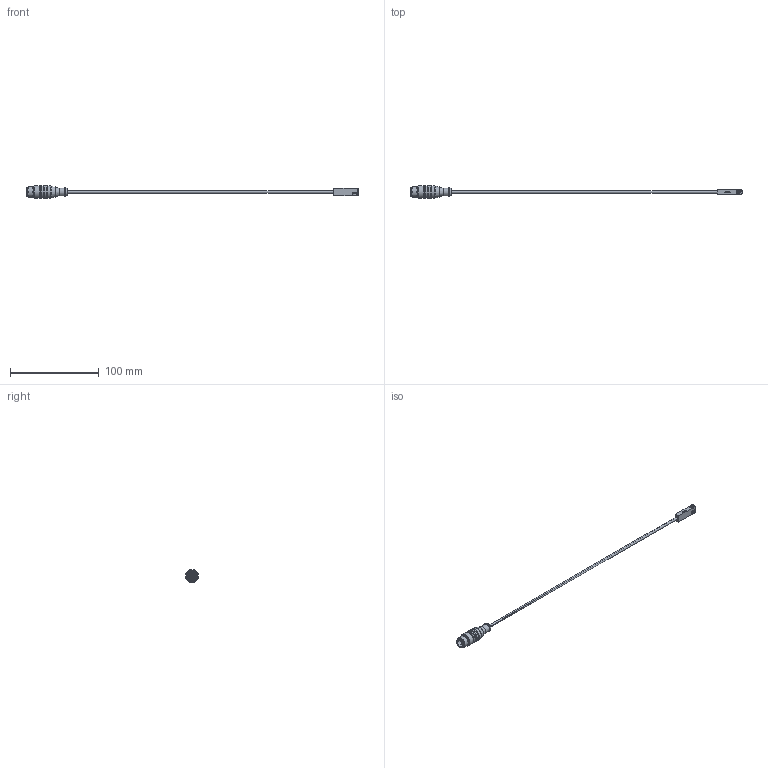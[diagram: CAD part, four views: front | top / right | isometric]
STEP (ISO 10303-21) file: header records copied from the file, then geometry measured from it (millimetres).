
FILE_DESCRIPTION(/* description */ ('DISO X XXX'),/* implementation_level */ '2;1');
FILE_NAME(/* name */ 'MZET 28 PSK-K-IBS.stp',/* time_stamp */ '2016-08-04T07:13:59+02:00',/* author */ ('lck'),/* organization */ ('di-soric GmbH & Co. KG'),/* preprocessor_version */ 'ST-DEVELOPER v16.1',/* originating_system */ 'Autodesk Inventor 2016',/* authorisation */ '');
FILE_SCHEMA (('AUTOMOTIVE_DESIGN { 1 0 10303 214 3 1 1 }'));
Length unit declared in the file: millimetre
Products named in the file (1): Bauteil2
Bounding box: 374.75 x 14.5 x 14.5 mm (x, y, z)
Volume: 7529.9 mm3; surface area: 9272.6 mm2
Topology: 1 solids, 4 shells, 162 faces, 351 edges, 222 vertices
Faces by surface type: cylinder 65, plane 52, torus 26, cone 15, bspline 4
Full cylindrical faces by diameter (mm): 1 x6, 1.03 x4, 2 x3, 2.3 x1, 3 x2, 3.1 x1, 3.8 x1, 4 x1, 8.3 x1, 8.8 x1, 9.4 x1, 10.3 x1, 10.7 x1, 10.773 x1, 12 x1, 14.2 x2, 14.5 x4
Entity records: 4667 total; most frequent: CARTESIAN_POINT 1074, DIRECTION 770, ORIENTED_EDGE 578, AXIS2_PLACEMENT_3D 342, EDGE_CURVE 289, EDGE_LOOP 244, VERTEX_POINT 213, CIRCLE 177
